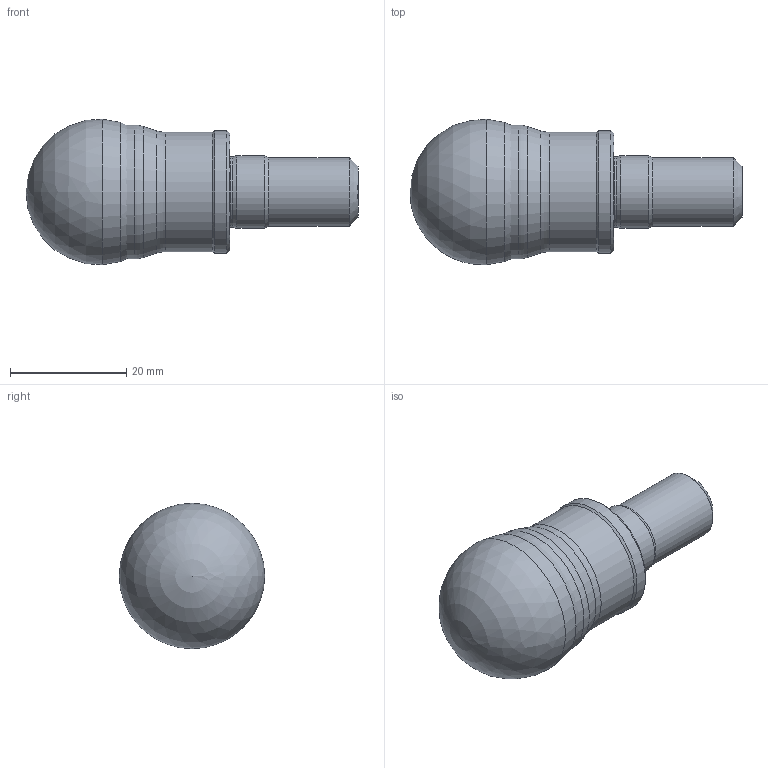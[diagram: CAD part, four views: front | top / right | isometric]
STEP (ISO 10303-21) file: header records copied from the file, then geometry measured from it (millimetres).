
FILE_DESCRIPTION(/* description */ (''),/* implementation_level */ '2;1');
FILE_NAME(/* name */ 'APMR-P3225-D25-M12-L35.stp',/* time_stamp */ '2023-09-29T19:40:56+03:00',/* author */ (''),/* organization */ (''),/* preprocessor_version */ 'ST-DEVELOPER v19.4',/* originating_system */ 'SIEMENS PLM Software NX2306.5001',/* authorisation */ '');
FILE_SCHEMA (('AUTOMOTIVE_DESIGN { 1 0 10303 214 3 1 1 1 }'));
Length unit declared in the file: millimetre
Products named in the file (1): APMR-P3225-D25-M12-L35-LIGHT_x_t_objects
Bounding box: 57 x 24.97 x 24.97 mm (x, y, z)
Volume: 21542.5 mm3; surface area: 5416.3 mm2
Topology: 2 solids, 2 shells, 23 faces, 44 edges, 24 vertices
Faces by surface type: cone 8, cylinder 6, sphere 3, plane 3, torus 3
Full cylindrical faces by diameter (mm): 11.75 x1, 12.1 x1, 12.5 x1, 20.5 x1, 21 x1, 23 x1
Entity records: 512 total; most frequent: DIRECTION 96, CARTESIAN_POINT 72, ORIENTED_EDGE 50, AXIS2_PLACEMENT_3D 47, EDGE_LOOP 40, FACE_BOUND 34, EDGE_CURVE 25, ADVANCED_FACE 23
